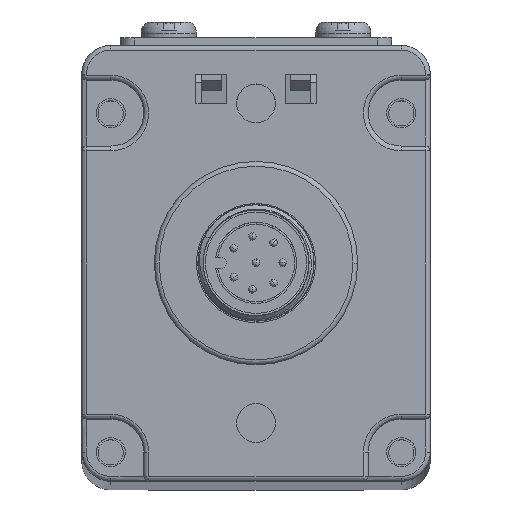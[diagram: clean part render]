
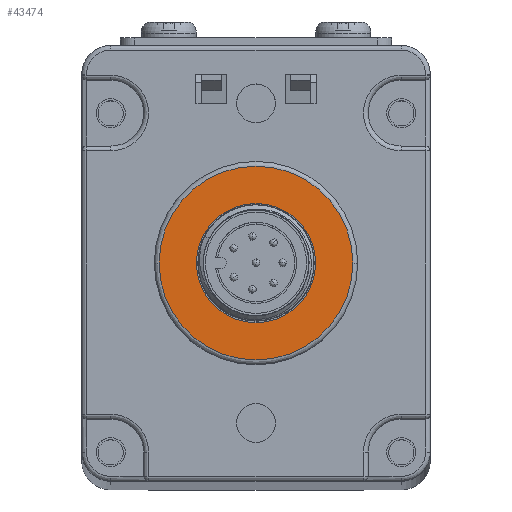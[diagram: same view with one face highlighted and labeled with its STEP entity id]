
A CAD part, top view. The second image highlights one B-rep face of the part: STEP entity #43474.
In plain terms, the highlighted planar face has unit normal (0, 0, 1).
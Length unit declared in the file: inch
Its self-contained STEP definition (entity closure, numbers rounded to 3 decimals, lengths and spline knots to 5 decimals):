
#16174=CARTESIAN_POINT('',(0.,0.88583,0.15748));
#16175=DIRECTION('',(0.,0.,1.));
#16176=DIRECTION('',(1.,0.,0.));
#16177=AXIS2_PLACEMENT_3D('',#16174,#16175,#16176);
#16189=CARTESIAN_POINT('',(0.,0.88583,0.15748));
#16190=DIRECTION('',(0.,0.,1.));
#16191=DIRECTION('',(1.,0.,0.));
#16192=AXIS2_PLACEMENT_3D('',#16189,#16190,#16191);
#16194=CARTESIAN_POINT('',(0.,0.88583,0.15748));
#16195=DIRECTION('',(0.,0.,1.));
#16196=DIRECTION('',(-1.,0.,0.));
#16197=AXIS2_PLACEMENT_3D('',#16194,#16195,#16196);
#16199=CARTESIAN_POINT('',(0.,0.88583,0.15748));
#16200=DIRECTION('',(0.,0.,1.));
#16201=DIRECTION('',(-1.,0.,0.));
#16202=AXIS2_PLACEMENT_3D('',#16199,#16200,#16201);
#19712=CARTESIAN_POINT('',(0.24213,0.88583,
0.15748));
#19713=CARTESIAN_POINT('',(-0.24213,0.88583,
0.15748));
#19714=VERTEX_POINT('',#19712);
#19715=VERTEX_POINT('',#19713);
#19996=CARTESIAN_POINT('',(0.3937,0.88583,
0.15748));
#19997=CARTESIAN_POINT('',(-0.3937,0.88583,
0.15748));
#19998=VERTEX_POINT('',#19996);
#19999=VERTEX_POINT('',#19997);
#43458=CARTESIAN_POINT('',(0.,0.,0.15748));
#43459=DIRECTION('',(0.,0.,1.));
#43460=DIRECTION('',(1.,0.,0.));
#43461=AXIS2_PLACEMENT_3D('',#43458,#43459,#43460);
#43462=PLANE('',#43461);
#43463=ORIENTED_EDGE('',*,*,#43448,.F.);
#43465=ORIENTED_EDGE('',*,*,#43464,.F.);
#43466=EDGE_LOOP('',(#43463,#43465));
#43467=FACE_OUTER_BOUND('',#43466,.F.);
#43469=ORIENTED_EDGE('',*,*,#43468,.T.);
#43471=ORIENTED_EDGE('',*,*,#43470,.T.);
#43472=EDGE_LOOP('',(#43469,#43471));
#43473=FACE_BOUND('',#43472,.F.);
#43474=ADVANCED_FACE('',(#43467,#43473),#43462,.T.);
#16178=CIRCLE('',#16177,0.3937);
#16193=CIRCLE('',#16192,0.24213);
#16198=CIRCLE('',#16197,0.24213);
#16203=CIRCLE('',#16202,0.3937);
#43448=EDGE_CURVE('',#19998,#19999,#16178,.T.);
#43464=EDGE_CURVE('',#19999,#19998,#16203,.T.);
#43468=EDGE_CURVE('',#19714,#19715,#16193,.T.);
#43470=EDGE_CURVE('',#19715,#19714,#16198,.T.);
